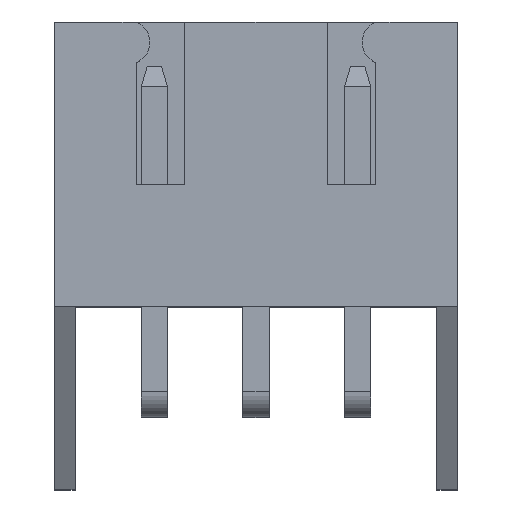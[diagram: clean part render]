
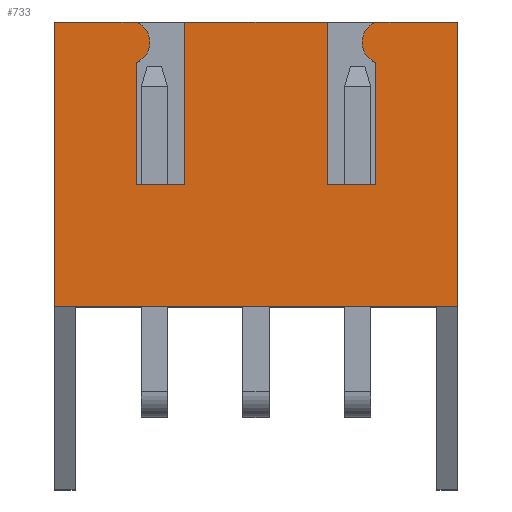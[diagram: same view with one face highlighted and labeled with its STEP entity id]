
A CAD part, top view. The second image highlights one B-rep face of the part: STEP entity #733.
In plain terms, the highlighted planar face has unit normal (0, 0, 1).
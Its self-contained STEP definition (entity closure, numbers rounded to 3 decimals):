
#244 = EDGE_CURVE('',#245,#247,#249,.T.);
#245 = VERTEX_POINT('',#246);
#246 = CARTESIAN_POINT('',(2.95,5.4,5.75));
#247 = VERTEX_POINT('',#248);
#248 = CARTESIAN_POINT('',(2.95,8.4,5.75));
#249 = LINE('',#250,#251);
#250 = CARTESIAN_POINT('',(2.95,5.4,5.75));
#251 = VECTOR('',#252,1.);
#252 = DIRECTION('',(0.,1.,0.));
#276 = EDGE_CURVE('',#277,#245,#279,.T.);
#277 = VERTEX_POINT('',#278);
#278 = CARTESIAN_POINT('',(1.75,5.4,5.75));
#279 = LINE('',#280,#281);
#280 = CARTESIAN_POINT('',(1.75,5.4,5.75));
#281 = VECTOR('',#282,1.);
#282 = DIRECTION('',(1.,0.,0.));
#300 = EDGE_CURVE('',#301,#277,#303,.T.);
#301 = VERTEX_POINT('',#302);
#302 = CARTESIAN_POINT('',(1.75,9.4,5.75));
#303 = LINE('',#304,#305);
#304 = CARTESIAN_POINT('',(1.75,9.4,5.75));
#305 = VECTOR('',#306,1.);
#306 = DIRECTION('',(0.,-1.,0.));
#356 = EDGE_CURVE('',#357,#359,#361,.T.);
#357 = VERTEX_POINT('',#358);
#358 = CARTESIAN_POINT('',(-1.75,5.4,5.75));
#359 = VERTEX_POINT('',#360);
#360 = CARTESIAN_POINT('',(-1.75,9.4,5.75));
#361 = LINE('',#362,#363);
#362 = CARTESIAN_POINT('',(-1.75,5.4,5.75));
#363 = VECTOR('',#364,1.);
#364 = DIRECTION('',(0.,1.,0.));
#388 = EDGE_CURVE('',#357,#389,#391,.T.);
#389 = VERTEX_POINT('',#390);
#390 = CARTESIAN_POINT('',(-2.95,5.4,5.75));
#391 = LINE('',#392,#393);
#392 = CARTESIAN_POINT('',(-1.75,5.4,5.75));
#393 = VECTOR('',#394,1.);
#394 = DIRECTION('',(-1.,0.,0.));
#412 = EDGE_CURVE('',#389,#413,#415,.T.);
#413 = VERTEX_POINT('',#414);
#414 = CARTESIAN_POINT('',(-2.95,8.4,5.75));
#415 = LINE('',#416,#417);
#416 = CARTESIAN_POINT('',(-2.95,5.4,5.75));
#417 = VECTOR('',#418,1.);
#418 = DIRECTION('',(0.,1.,0.));
#689 = VERTEX_POINT('',#690);
#690 = CARTESIAN_POINT('',(2.95,9.4,5.75));
#696 = EDGE_CURVE('',#697,#689,#699,.T.);
#697 = VERTEX_POINT('',#698);
#698 = CARTESIAN_POINT('',(4.95,9.4,5.75));
#699 = LINE('',#700,#701);
#700 = CARTESIAN_POINT('',(-2.225,9.4,5.75));
#701 = VECTOR('',#702,1.);
#702 = DIRECTION('',(-1.,0.,0.));
#719 = EDGE_CURVE('',#689,#247,#720,.T.);
#720 = CIRCLE('',#721,0.539);
#721 = AXIS2_PLACEMENT_3D('',#722,#723,#724);
#722 = CARTESIAN_POINT('',(3.15,8.9,5.75));
#723 = DIRECTION('',(0.,0.,1.));
#724 = DIRECTION('',(1.,0.,0.));
#733 = ADVANCED_FACE('',(#734),#789,.F.);
#734 = FACE_BOUND('',#735,.F.);
#735 = EDGE_LOOP('',(#736,#746,#754,#761,#762,#763,#764,#770,#771,#772,
    #773,#774,#775,#783));
#736 = ORIENTED_EDGE('',*,*,#737,.F.);
#737 = EDGE_CURVE('',#738,#740,#742,.T.);
#738 = VERTEX_POINT('',#739);
#739 = CARTESIAN_POINT('',(-4.95,9.4,5.75));
#740 = VERTEX_POINT('',#741);
#741 = CARTESIAN_POINT('',(-4.95,2.4,5.75));
#742 = LINE('',#743,#744);
#743 = CARTESIAN_POINT('',(-4.95,2.9,5.75));
#744 = VECTOR('',#745,1.);
#745 = DIRECTION('',(0.,-1.,0.));
#746 = ORIENTED_EDGE('',*,*,#747,.F.);
#747 = EDGE_CURVE('',#748,#738,#750,.T.);
#748 = VERTEX_POINT('',#749);
#749 = CARTESIAN_POINT('',(-2.95,9.4,5.75));
#750 = LINE('',#751,#752);
#751 = CARTESIAN_POINT('',(-2.225,9.4,5.75));
#752 = VECTOR('',#753,1.);
#753 = DIRECTION('',(-1.,0.,0.));
#754 = ORIENTED_EDGE('',*,*,#755,.F.);
#755 = EDGE_CURVE('',#413,#748,#756,.T.);
#756 = CIRCLE('',#757,0.539);
#757 = AXIS2_PLACEMENT_3D('',#758,#759,#760);
#758 = CARTESIAN_POINT('',(-3.15,8.9,5.75));
#759 = DIRECTION('',(0.,0.,1.));
#760 = DIRECTION('',(1.,0.,0.));
#761 = ORIENTED_EDGE('',*,*,#412,.F.);
#762 = ORIENTED_EDGE('',*,*,#388,.F.);
#763 = ORIENTED_EDGE('',*,*,#356,.T.);
#764 = ORIENTED_EDGE('',*,*,#765,.F.);
#765 = EDGE_CURVE('',#301,#359,#766,.T.);
#766 = LINE('',#767,#768);
#767 = CARTESIAN_POINT('',(-2.225,9.4,5.75));
#768 = VECTOR('',#769,1.);
#769 = DIRECTION('',(-1.,0.,0.));
#770 = ORIENTED_EDGE('',*,*,#300,.T.);
#771 = ORIENTED_EDGE('',*,*,#276,.T.);
#772 = ORIENTED_EDGE('',*,*,#244,.T.);
#773 = ORIENTED_EDGE('',*,*,#719,.F.);
#774 = ORIENTED_EDGE('',*,*,#696,.F.);
#775 = ORIENTED_EDGE('',*,*,#776,.F.);
#776 = EDGE_CURVE('',#777,#697,#779,.T.);
#777 = VERTEX_POINT('',#778);
#778 = CARTESIAN_POINT('',(4.95,2.4,5.75));
#779 = LINE('',#780,#781);
#780 = CARTESIAN_POINT('',(4.95,2.9,5.75));
#781 = VECTOR('',#782,1.);
#782 = DIRECTION('',(0.,1.,0.));
#783 = ORIENTED_EDGE('',*,*,#784,.F.);
#784 = EDGE_CURVE('',#740,#777,#785,.T.);
#785 = LINE('',#786,#787);
#786 = CARTESIAN_POINT('',(-2.225,2.4,5.75));
#787 = VECTOR('',#788,1.);
#788 = DIRECTION('',(1.,0.,0.));
#789 = PLANE('',#790);
#790 = AXIS2_PLACEMENT_3D('',#791,#792,#793);
#791 = CARTESIAN_POINT('',(-4.45,2.9,5.75));
#792 = DIRECTION('',(0.,0.,-1.));
#793 = DIRECTION('',(1.,0.,0.));
